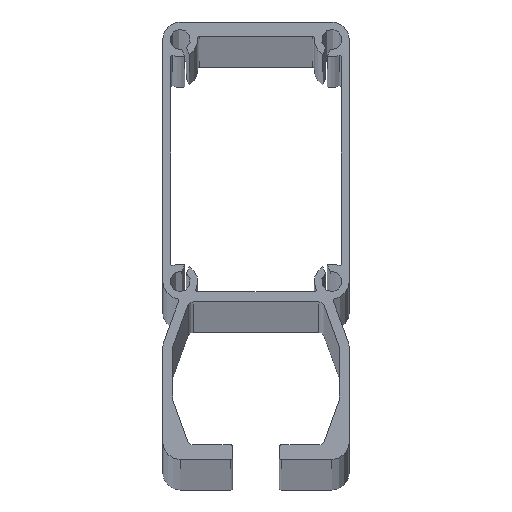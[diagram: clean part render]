
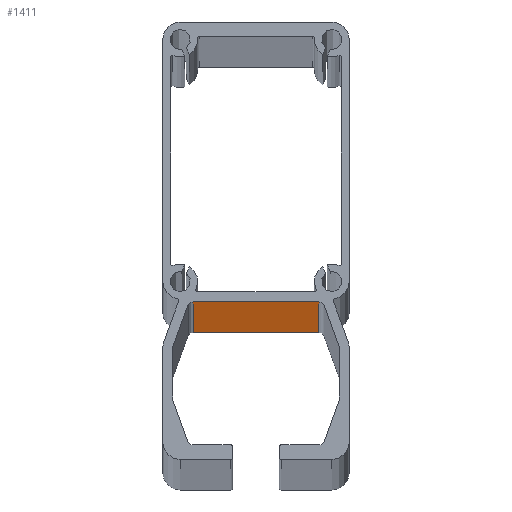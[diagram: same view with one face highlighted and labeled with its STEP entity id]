
A CAD part, top view. The second image highlights one B-rep face of the part: STEP entity #1411.
In plain terms, the highlighted planar face has unit normal (0, -1, 0).
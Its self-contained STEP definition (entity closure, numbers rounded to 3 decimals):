
#45=PLANE('',#1571);
#113=FACE_OUTER_BOUND('',#185,.T.);
#185=EDGE_LOOP('',(#1139,#1140,#1141,#1142));
#249=LINE('',#2189,#383);
#316=LINE('',#2398,#450);
#317=LINE('',#2401,#451);
#318=LINE('',#2402,#452);
#383=VECTOR('',#1757,10.);
#450=VECTOR('',#1968,10.);
#451=VECTOR('',#1973,10.);
#452=VECTOR('',#1974,10.);
#597=VERTEX_POINT('',#2185);
#598=VERTEX_POINT('',#2187);
#667=VERTEX_POINT('',#2395);
#668=VERTEX_POINT('',#2397);
#763=EDGE_CURVE('',#598,#597,#249,.T.);
#867=EDGE_CURVE('',#668,#667,#316,.T.);
#869=EDGE_CURVE('',#597,#667,#317,.T.);
#870=EDGE_CURVE('',#668,#598,#318,.T.);
#1139=ORIENTED_EDGE('',*,*,#869,.F.);
#1140=ORIENTED_EDGE('',*,*,#763,.F.);
#1141=ORIENTED_EDGE('',*,*,#870,.F.);
#1142=ORIENTED_EDGE('',*,*,#867,.T.);
#1411=ADVANCED_FACE('',(#113),#45,.T.);
#1571=AXIS2_PLACEMENT_3D('',#2400,#1971,#1972);
#1757=DIRECTION('',(0.,0.,1.));
#1968=DIRECTION('',(0.,0.,1.));
#1971=DIRECTION('center_axis',(0.,-1.,0.));
#1972=DIRECTION('ref_axis',(0.,0.,-1.));
#1973=DIRECTION('',(1.,0.,0.));
#1974=DIRECTION('',(-1.,0.,0.));
#2185=CARTESIAN_POINT('',(-21.5,-96.,6000.));
#2187=CARTESIAN_POINT('',(-21.5,-96.,0.));
#2189=CARTESIAN_POINT('',(-21.5,-96.,0.));
#2395=CARTESIAN_POINT('',(21.5,-96.,6000.));
#2397=CARTESIAN_POINT('',(21.5,-96.,0.));
#2398=CARTESIAN_POINT('',(21.5,-96.,0.));
#2400=CARTESIAN_POINT('Origin',(21.5,-96.,0.));
#2401=CARTESIAN_POINT('',(0.,-96.,6000.));
#2402=CARTESIAN_POINT('',(0.,-96.,0.));
